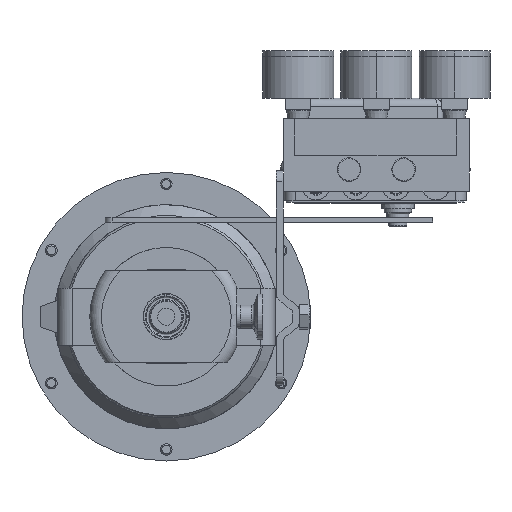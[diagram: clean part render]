
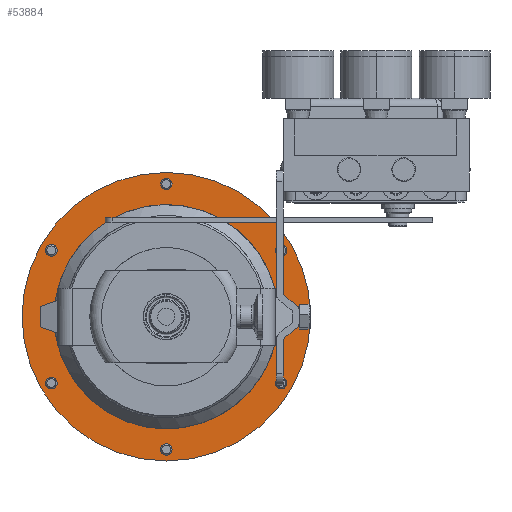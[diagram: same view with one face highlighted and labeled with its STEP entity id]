
A CAD part, front view. The second image highlights one B-rep face of the part: STEP entity #53884.
In plain terms, the highlighted planar face has unit normal (0, -1, 0).
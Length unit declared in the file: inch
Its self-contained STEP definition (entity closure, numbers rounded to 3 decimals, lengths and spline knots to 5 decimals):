
#260 = AXIS2_PLACEMENT_3D ( 'NONE', #81309, #11176, #42603 ) ;
#664 = FACE_BOUND ( 'NONE', #37301, .T. ) ;
#1286 = AXIS2_PLACEMENT_3D ( 'NONE', #51542, #58032, #25791 ) ;
#11176 = DIRECTION ( 'NONE',  ( 0., 1., 0. ) ) ;
#14615 = EDGE_CURVE ( 'NONE', #59076, #61633, #48518, .T. ) ;
#18008 = ORIENTED_EDGE ( 'NONE', *, *, #14615, .T. ) ;
#20002 = CIRCLE ( 'NONE', #82159, 3.125 ) ;
#23652 = VERTEX_POINT ( 'NONE', #79574 ) ;
#24012 = PLANE ( 'NONE',  #56209 ) ;
#25083 = CARTESIAN_POINT ( 'NONE',  ( 0., 8.282, 0. ) ) ;
#25791 = DIRECTION ( 'NONE',  ( -1., 0., 0. ) ) ;
#26009 = EDGE_LOOP ( 'NONE', ( #57978, #59090 ) ) ;
#28109 = AXIS2_PLACEMENT_3D ( 'NONE', #25083, #77394, #45453 ) ;
#28549 = EDGE_CURVE ( 'NONE', #57387, #23652, #20002, .T. ) ;
#29858 = DIRECTION ( 'NONE',  ( 0., 1., 0. ) ) ;
#30103 = CIRCLE ( 'NONE', #28109, 2.4285 ) ;
#36943 = DIRECTION ( 'NONE',  ( -1., 0., 0. ) ) ;
#37301 = EDGE_LOOP ( 'NONE', ( #42170, #18008 ) ) ;
#39188 = FACE_OUTER_BOUND ( 'NONE', #26009, .T. ) ;
#42170 = ORIENTED_EDGE ( 'NONE', *, *, #44632, .T. ) ;
#42603 = DIRECTION ( 'NONE',  ( 1., 0., 0. ) ) ;
#43615 = CARTESIAN_POINT ( 'NONE',  ( -2.4285, 8.282, 0. ) ) ;
#44632 = EDGE_CURVE ( 'NONE', #61633, #59076, #30103, .T. ) ;
#45453 = DIRECTION ( 'NONE',  ( 1., 0., 0. ) ) ;
#48518 = CIRCLE ( 'NONE', #260, 2.4285 ) ;
#50522 = EDGE_CURVE ( 'NONE', #23652, #57387, #77953, .T. ) ;
#51542 = CARTESIAN_POINT ( 'NONE',  ( 0., 8.282, 0. ) ) ;
#53884 = ADVANCED_FACE ( 'NONE', ( #39188, #664 ), #24012, .T. ) ;
#56159 = CARTESIAN_POINT ( 'NONE',  ( 0., 8.282, 0. ) ) ;
#56209 = AXIS2_PLACEMENT_3D ( 'NONE', #69245, #69823, #63880 ) ;
#57228 = CARTESIAN_POINT ( 'NONE',  ( 2.4285, 8.282, 0. ) ) ;
#57387 = VERTEX_POINT ( 'NONE', #69372 ) ;
#57978 = ORIENTED_EDGE ( 'NONE', *, *, #28549, .F. ) ;
#58032 = DIRECTION ( 'NONE',  ( 0., 1., 0. ) ) ;
#59076 = VERTEX_POINT ( 'NONE', #43615 ) ;
#59090 = ORIENTED_EDGE ( 'NONE', *, *, #50522, .F. ) ;
#61633 = VERTEX_POINT ( 'NONE', #57228 ) ;
#63880 = DIRECTION ( 'NONE',  ( -1., 0., 0. ) ) ;
#69245 = CARTESIAN_POINT ( 'NONE',  ( 0., 8.282, -3.239 ) ) ;
#69372 = CARTESIAN_POINT ( 'NONE',  ( -3.125, 8.282, 0. ) ) ;
#69823 = DIRECTION ( 'NONE',  ( 0., -1., 0. ) ) ;
#77394 = DIRECTION ( 'NONE',  ( 0., 1., 0. ) ) ;
#77953 = CIRCLE ( 'NONE', #1286, 3.125 ) ;
#79574 = CARTESIAN_POINT ( 'NONE',  ( 3.125, 8.282, 0. ) ) ;
#81309 = CARTESIAN_POINT ( 'NONE',  ( 0., 8.282, 0. ) ) ;
#82159 = AXIS2_PLACEMENT_3D ( 'NONE', #56159, #29858, #36943 ) ;
